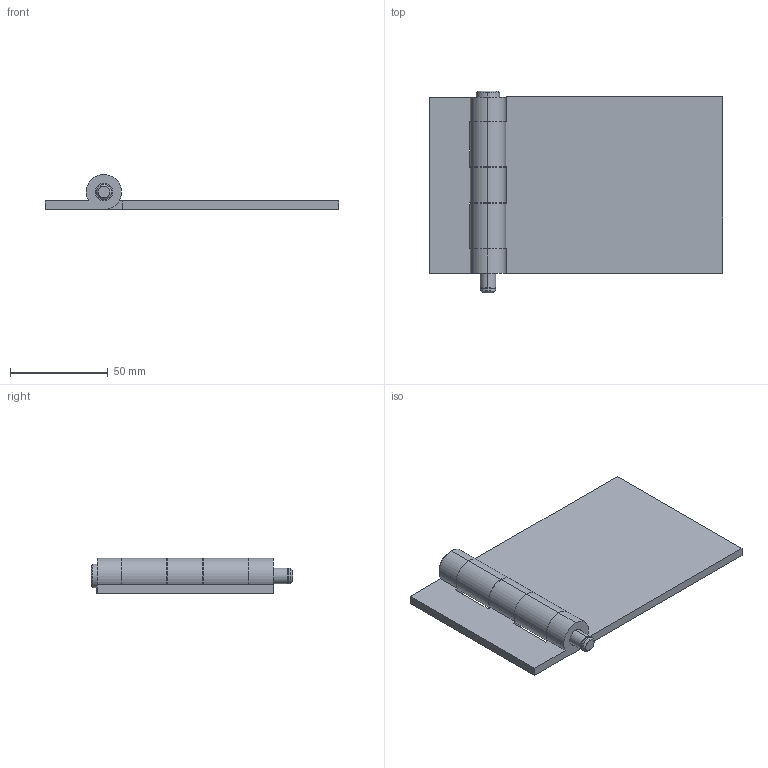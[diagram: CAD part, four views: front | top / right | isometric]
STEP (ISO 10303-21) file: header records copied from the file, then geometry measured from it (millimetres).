
FILE_DESCRIPTION (( 'STEP AP203' ), '1' );
FILE_NAME ('B-550-2.STEP', '2008-12-10T01:54:26', ( ' ' ), ( ' ' ), 'SwSTEP 2.0', 'SolidWorks 2007', '' );
FILE_SCHEMA (( 'CONFIG_CONTROL_DESIGN' ));
Length unit declared in the file: millimetre
Products named in the file (4): B-550-2; B-550-2僔儍僼僩__B-99-7; B-550-2咁毆A_蹬怮椔; B-550-2咁毆B_蹬怮椔
Assembly tree (3 placements, depth 2):
  B-550-2
    B-550-2咁毆B_蹬怮椔
    B-550-2僔儍僼僩__B-99-7
    B-550-2咁毆A_蹬怮椔
Bounding box: 150 x 103 x 18 mm (x, y, z)
Volume: 77077.6 mm3; surface area: 38661.1 mm2
Topology: 3 solids, 3 shells, 60 faces, 149 edges, 98 vertices
Faces by surface type: cylinder 28, plane 28, cone 4
Entity records: 2235 total; most frequent: DIRECTION 341, CARTESIAN_POINT 313, ORIENTED_EDGE 298, EDGE_CURVE 149, AXIS2_PLACEMENT_3D 126, VERTEX_POINT 98, VECTOR 89, LINE 89
